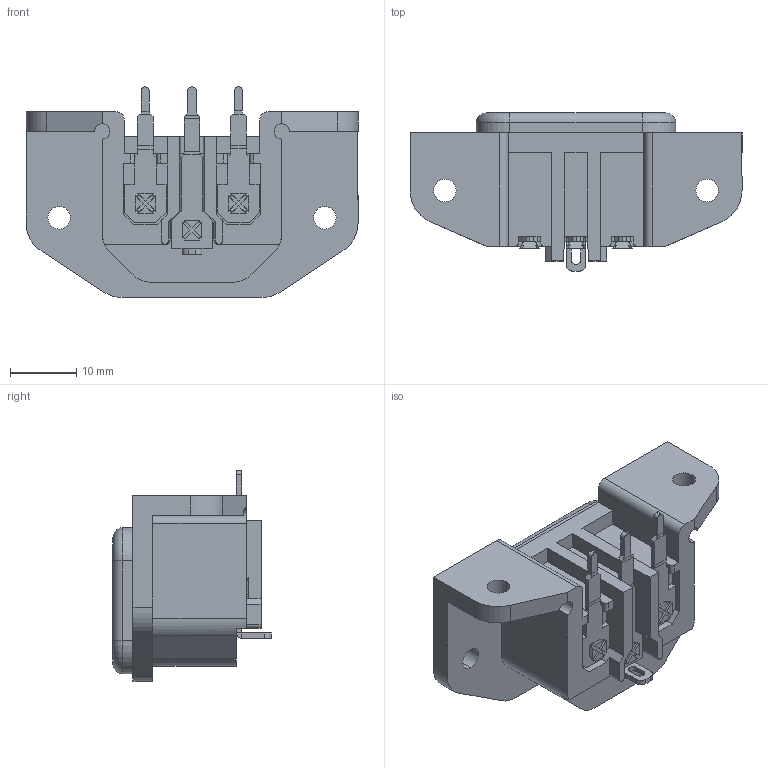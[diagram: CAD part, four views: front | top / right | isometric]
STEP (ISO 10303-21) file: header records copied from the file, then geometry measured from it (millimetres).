
FILE_DESCRIPTION (( 'STEP AP214' ), '1' );
FILE_NAME ('703W-1-T7.STEP', '2013-07-09T02:37:09', ( 'USER' ), ( 'NONE' ), 'SwSTEP 2.0', 'SolidWorks 2010', '' );
FILE_SCHEMA (( 'AUTOMOTIVE_DESIGN' ));
Length unit declared in the file: millimetre
Products named in the file (1): 703W-1-T7
Bounding box: 50 x 23.8 x 31.76 mm (x, y, z)
Surface area: 7446.3 mm2 (no closed solid volume)
Topology: 0 solids, 7 shells, 320 faces, 1100 edges, 778 vertices
Faces by surface type: plane 226, cylinder 72, bspline 12, torus 10
Entity records: 16067 total; most frequent: CARTESIAN_POINT 3200, ORIENTED_EDGE 1904, DIRECTION 1843, EDGE_CURVE 1096, LINE 805, VECTOR 805, VERTEX_POINT 778, AXIS2_PLACEMENT_3D 519
